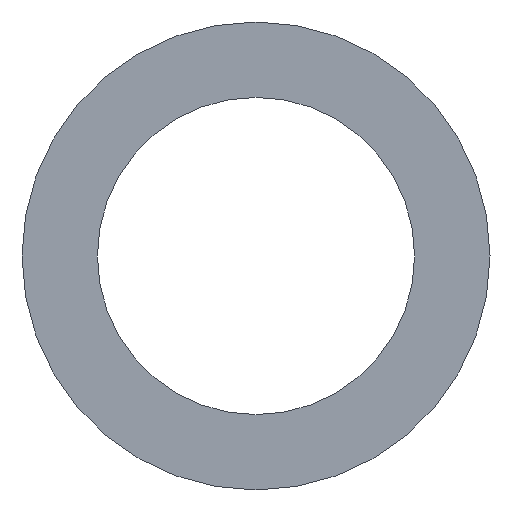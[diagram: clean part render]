
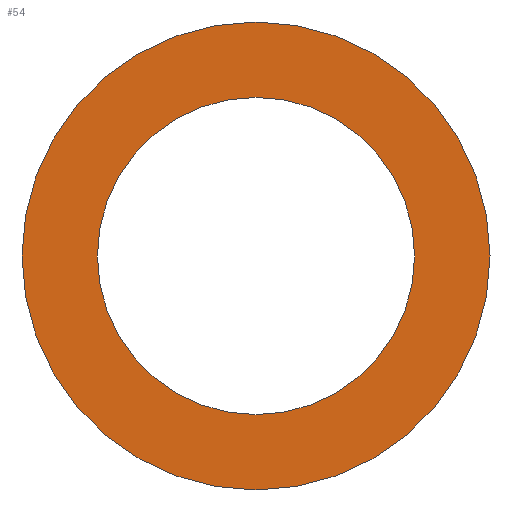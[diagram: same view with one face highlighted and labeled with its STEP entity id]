
A CAD part, front view. The second image highlights one B-rep face of the part: STEP entity #54.
In plain terms, the highlighted planar face has unit normal (0, -1, 0).
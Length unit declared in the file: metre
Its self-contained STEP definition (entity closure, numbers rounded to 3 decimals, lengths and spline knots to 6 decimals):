
#12=PLANE('',#75);
#18=ORIENTED_EDGE('',*,*,#22,.T.);
#19=ORIENTED_EDGE('',*,*,#24,.F.);
#22=EDGE_CURVE('',#26,#26,#30,.T.);
#24=EDGE_CURVE('',#28,#28,#32,.T.);
#26=VERTEX_POINT('',#98);
#28=VERTEX_POINT('',#103);
#30=CIRCLE('',#70,0.00505);
#32=CIRCLE('',#73,0.00745);
#38=EDGE_LOOP('',(#18));
#39=EDGE_LOOP('',(#19));
#46=FACE_BOUND('',#38,.T.);
#47=FACE_BOUND('',#39,.T.);
#54=ADVANCED_FACE('',(#46,#47),#12,.F.);
#70=AXIS2_PLACEMENT_3D('',#97,#81,#82);
#73=AXIS2_PLACEMENT_3D('',#102,#87,#88);
#75=AXIS2_PLACEMENT_3D('',#106,#91,#92);
#81=DIRECTION('',(0.,1.,0.));
#82=DIRECTION('',(-1.,0.,0.));
#87=DIRECTION('',(0.,1.,0.));
#88=DIRECTION('',(-1.,0.,0.));
#91=DIRECTION('',(0.,1.,0.));
#92=DIRECTION('',(-1.,0.,0.));
#97=CARTESIAN_POINT('',(0.,0.001,0.));
#98=CARTESIAN_POINT('',(-0.00505,0.001,0.));
#102=CARTESIAN_POINT('',(0.,0.001,0.));
#103=CARTESIAN_POINT('',(-0.00745,0.001,0.));
#106=CARTESIAN_POINT('',(0.02,0.001,0.));
